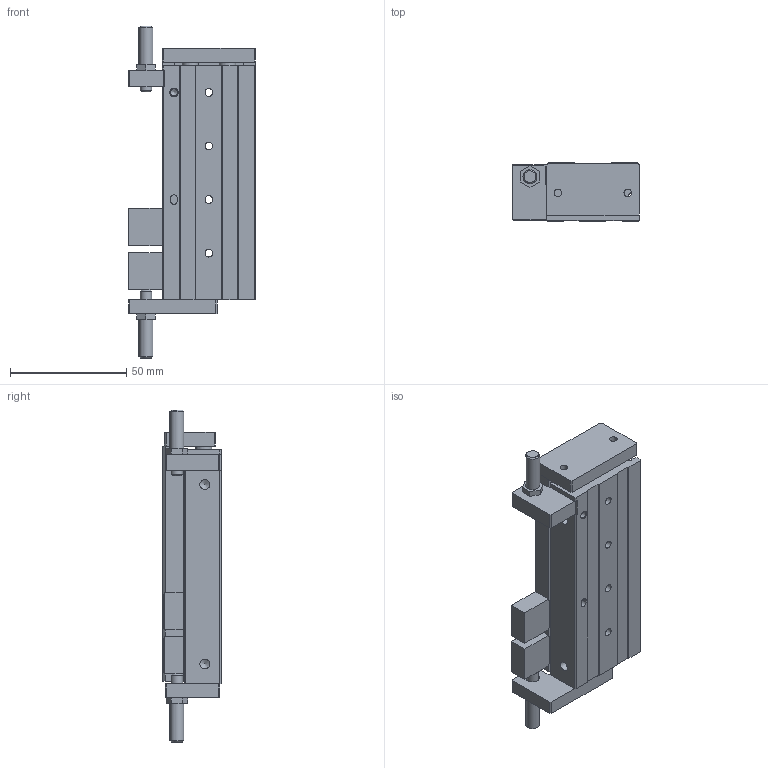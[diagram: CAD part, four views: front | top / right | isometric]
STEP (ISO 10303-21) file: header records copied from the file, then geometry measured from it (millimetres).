
FILE_DESCRIPTION(/* description */ (''),/* implementation_level */ '2;1');
FILE_NAME(/* name */ 'MSR 8-50-L.STEP',/* time_stamp */ '2019-10-14T10:17:05+02:00',/* author */ ('Tecnico'),/* organization */ (''),/* preprocessor_version */ 'ST-DEVELOPER v17',/* originating_system */ 'Autodesk Inventor 2019',/* authorisation */ '');
FILE_SCHEMA (('AUTOMOTIVE_DESIGN { 1 0 10303 214 3 1 1 }'));
Length unit declared in the file: millimetre
Products named in the file (3): MSR 8-50-L; Corpo 50L; Slitta
Assembly tree (2 placements, depth 2):
  MSR 8-50-L
    Corpo 50L
    Slitta
Bounding box: 54.5 x 25 x 142.5 mm (x, y, z)
Volume: 107875.8 mm3; surface area: 39720.9 mm2
Topology: 2 solids, 2 shells, 242 faces, 677 edges, 461 vertices
Faces by surface type: plane 192, cylinder 40, cone 10
Full cylindrical faces by diameter (mm): 3 x2, 3.3 x12, 4.2 x2, 5 x2, 6 x4, 7 x12
Entity records: 7936 total; most frequent: CARTESIAN_POINT 1381, ORIENTED_EDGE 1346, DIRECTION 1323, EDGE_CURVE 673, LINE 517, VECTOR 517, VERTEX_POINT 461, AXIS2_PLACEMENT_3D 403
